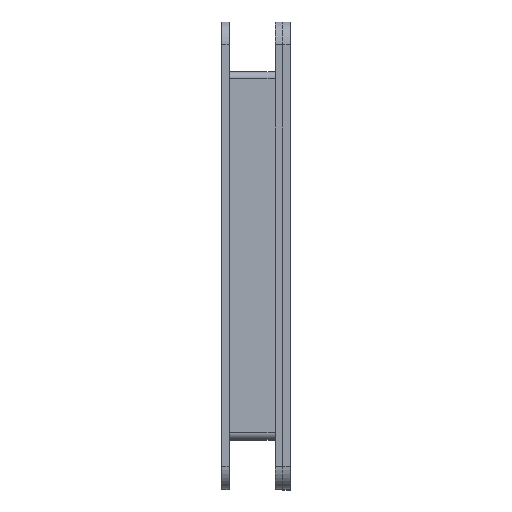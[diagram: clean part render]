
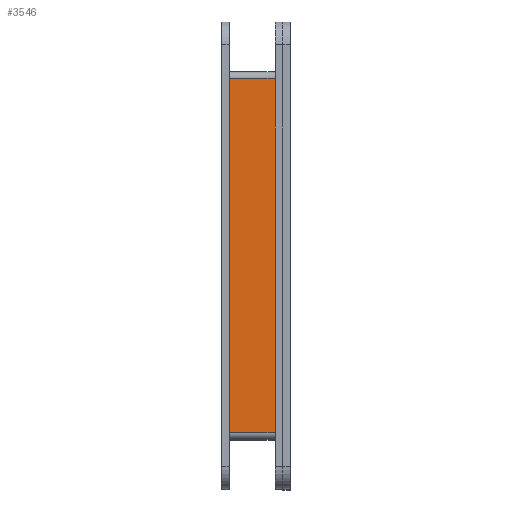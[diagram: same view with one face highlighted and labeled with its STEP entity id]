
A CAD part, top view. The second image highlights one B-rep face of the part: STEP entity #3546.
In plain terms, the highlighted planar face has unit normal (0, 0, 1).
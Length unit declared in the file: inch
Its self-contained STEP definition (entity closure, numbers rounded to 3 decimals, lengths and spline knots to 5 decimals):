
#66 = CARTESIAN_POINT ( 'NONE',  ( 0.375, 2.892, 3. ) ) ;
#87 = VECTOR ( 'NONE', #1938, 39.37008 ) ;
#210 = DIRECTION ( 'NONE',  ( 0., 1., 0. ) ) ;
#357 = EDGE_CURVE ( 'NONE', #1557, #2843, #2866, .T. ) ;
#482 = CARTESIAN_POINT ( 'NONE',  ( -0.375, -2.892, 3. ) ) ;
#501 = AXIS2_PLACEMENT_3D ( 'NONE', #607, #1231, #2429 ) ;
#522 = CARTESIAN_POINT ( 'NONE',  ( 0.375, 2.927, 3. ) ) ;
#581 = ORIENTED_EDGE ( 'NONE', *, *, #2009, .F. ) ;
#607 = CARTESIAN_POINT ( 'NONE',  ( -0.375, -3., 3. ) ) ;
#653 = VECTOR ( 'NONE', #1764, 39.37008 ) ;
#778 = VECTOR ( 'NONE', #1984, 39.37008 ) ;
#799 = CARTESIAN_POINT ( 'NONE',  ( -0.375, 3., 3. ) ) ;
#1165 = PLANE ( 'NONE',  #501 ) ;
#1183 = FACE_OUTER_BOUND ( 'NONE', #3488, .T. ) ;
#1231 = DIRECTION ( 'NONE',  ( 0., 0., -1. ) ) ;
#1353 = ORIENTED_EDGE ( 'NONE', *, *, #357, .T. ) ;
#1360 = CARTESIAN_POINT ( 'NONE',  ( -0.375, 2.892, 3. ) ) ;
#1397 = ORIENTED_EDGE ( 'NONE', *, *, #2078, .F. ) ;
#1398 = LINE ( 'NONE', #3751, #653 ) ;
#1557 = VERTEX_POINT ( 'NONE', #2867 ) ;
#1764 = DIRECTION ( 'NONE',  ( -1., 0., 0. ) ) ;
#1859 = VERTEX_POINT ( 'NONE', #2213 ) ;
#1938 = DIRECTION ( 'NONE',  ( 1., 0., 0. ) ) ;
#1984 = DIRECTION ( 'NONE',  ( 0., 1., 0. ) ) ;
#2009 = EDGE_CURVE ( 'NONE', #1859, #2843, #2553, .T. ) ;
#2041 = VERTEX_POINT ( 'NONE', #482 ) ;
#2078 = EDGE_CURVE ( 'NONE', #1557, #2041, #1398, .T. ) ;
#2213 = CARTESIAN_POINT ( 'NONE',  ( -0.375, 2.892, 3. ) ) ;
#2257 = LINE ( 'NONE', #799, #3019 ) ;
#2429 = DIRECTION ( 'NONE',  ( 0., 1., 0. ) ) ;
#2553 = LINE ( 'NONE', #1360, #87 ) ;
#2725 = EDGE_CURVE ( 'NONE', #2041, #1859, #2257, .T. ) ;
#2843 = VERTEX_POINT ( 'NONE', #66 ) ;
#2866 = LINE ( 'NONE', #522, #778 ) ;
#2867 = CARTESIAN_POINT ( 'NONE',  ( 0.375, -2.892, 3. ) ) ;
#3019 = VECTOR ( 'NONE', #210, 39.37008 ) ;
#3488 = EDGE_LOOP ( 'NONE', ( #581, #3697, #1397, #1353 ) ) ;
#3546 = ADVANCED_FACE ( 'NONE', ( #1183 ), #1165, .F. ) ;
#3697 = ORIENTED_EDGE ( 'NONE', *, *, #2725, .F. ) ;
#3751 = CARTESIAN_POINT ( 'NONE',  ( -0.375, -2.892, 3. ) ) ;
